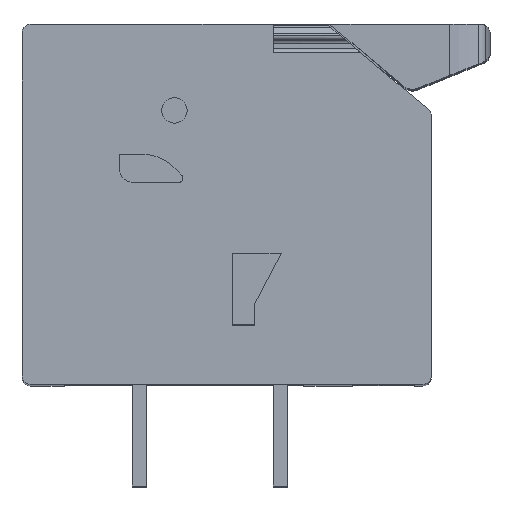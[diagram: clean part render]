
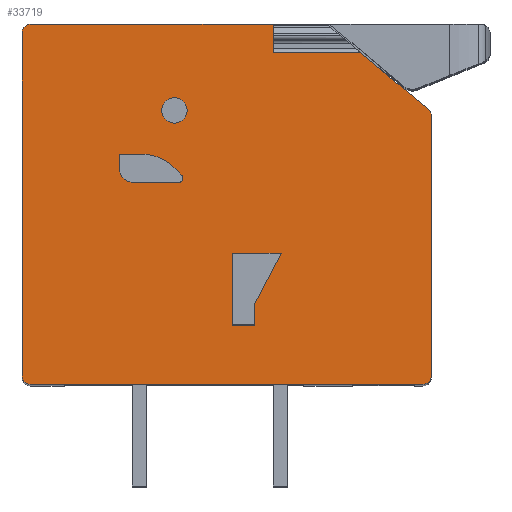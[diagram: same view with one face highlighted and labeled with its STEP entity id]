
A CAD part, top view. The second image highlights one B-rep face of the part: STEP entity #33719.
In plain terms, the highlighted planar face has unit normal (0, 0, 1).
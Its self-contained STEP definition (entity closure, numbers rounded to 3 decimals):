
#774=CIRCLE('',#35071,1.6);
#775=CIRCLE('',#35072,0.15);
#776=CIRCLE('',#35073,0.5);
#777=CIRCLE('',#35074,0.45);
#778=CIRCLE('',#35075,0.3);
#779=CIRCLE('',#35076,0.3);
#780=CIRCLE('',#35077,0.3);
#781=CIRCLE('',#35078,0.3);
#1622=ORIENTED_EDGE('',*,*,#9094,.F.);
#1623=ORIENTED_EDGE('',*,*,#9095,.F.);
#1624=ORIENTED_EDGE('',*,*,#9096,.F.);
#1625=ORIENTED_EDGE('',*,*,#9097,.F.);
#1626=ORIENTED_EDGE('',*,*,#9098,.F.);
#1627=ORIENTED_EDGE('',*,*,#9099,.F.);
#1628=ORIENTED_EDGE('',*,*,#9100,.F.);
#1629=ORIENTED_EDGE('',*,*,#9101,.F.);
#1630=ORIENTED_EDGE('',*,*,#9102,.F.);
#1631=ORIENTED_EDGE('',*,*,#9103,.T.);
#1632=ORIENTED_EDGE('',*,*,#9104,.T.);
#1633=ORIENTED_EDGE('',*,*,#9105,.T.);
#1634=ORIENTED_EDGE('',*,*,#9106,.F.);
#1635=ORIENTED_EDGE('',*,*,#9107,.T.);
#1636=ORIENTED_EDGE('',*,*,#9108,.T.);
#1637=ORIENTED_EDGE('',*,*,#9109,.T.);
#1638=ORIENTED_EDGE('',*,*,#9110,.T.);
#1639=ORIENTED_EDGE('',*,*,#9111,.T.);
#1640=ORIENTED_EDGE('',*,*,#9112,.T.);
#1641=ORIENTED_EDGE('',*,*,#9113,.T.);
#1642=ORIENTED_EDGE('',*,*,#9114,.T.);
#1643=ORIENTED_EDGE('',*,*,#9115,.T.);
#1644=ORIENTED_EDGE('',*,*,#9116,.T.);
#1645=ORIENTED_EDGE('',*,*,#9117,.F.);
#1646=ORIENTED_EDGE('',*,*,#9118,.F.);
#1647=ORIENTED_EDGE('',*,*,#9119,.F.);
#1648=ORIENTED_EDGE('',*,*,#9120,.F.);
#1649=ORIENTED_EDGE('',*,*,#9121,.F.);
#9094=EDGE_CURVE('',#12830,#12831,#15301,.T.);
#9095=EDGE_CURVE('',#12832,#12830,#15302,.T.);
#9096=EDGE_CURVE('',#12833,#12832,#774,.T.);
#9097=EDGE_CURVE('',#12834,#12833,#15303,.T.);
#9098=EDGE_CURVE('',#12835,#12834,#775,.T.);
#9099=EDGE_CURVE('',#12836,#12835,#15304,.T.);
#9100=EDGE_CURVE('',#12831,#12836,#776,.T.);
#9101=EDGE_CURVE('',#12837,#12837,#777,.T.);
#9102=EDGE_CURVE('',#12838,#12839,#15305,.T.);
#9103=EDGE_CURVE('',#12838,#12840,#15306,.T.);
#9104=EDGE_CURVE('',#12840,#12841,#15307,.T.);
#9105=EDGE_CURVE('',#12841,#12842,#15308,.T.);
#9106=EDGE_CURVE('',#12843,#12842,#15309,.T.);
#9107=EDGE_CURVE('',#12843,#12844,#15310,.T.);
#9108=EDGE_CURVE('',#12844,#12845,#15311,.T.);
#9109=EDGE_CURVE('',#12845,#12846,#778,.T.);
#9110=EDGE_CURVE('',#12846,#12847,#15312,.T.);
#9111=EDGE_CURVE('',#12847,#12848,#779,.T.);
#9112=EDGE_CURVE('',#12848,#12849,#15313,.T.);
#9113=EDGE_CURVE('',#12849,#12850,#780,.T.);
#9114=EDGE_CURVE('',#12850,#12851,#15314,.T.);
#9115=EDGE_CURVE('',#12851,#12852,#781,.T.);
#9116=EDGE_CURVE('',#12852,#12839,#15315,.T.);
#9117=EDGE_CURVE('',#12853,#12854,#15316,.T.);
#9118=EDGE_CURVE('',#12855,#12853,#15317,.T.);
#9119=EDGE_CURVE('',#12856,#12855,#15318,.T.);
#9120=EDGE_CURVE('',#12857,#12856,#15319,.T.);
#9121=EDGE_CURVE('',#12854,#12857,#15320,.T.);
#12830=VERTEX_POINT('',#44752);
#12831=VERTEX_POINT('',#44753);
#12832=VERTEX_POINT('',#44755);
#12833=VERTEX_POINT('',#44757);
#12834=VERTEX_POINT('',#44759);
#12835=VERTEX_POINT('',#44761);
#12836=VERTEX_POINT('',#44763);
#12837=VERTEX_POINT('',#44766);
#12838=VERTEX_POINT('',#44768);
#12839=VERTEX_POINT('',#44769);
#12840=VERTEX_POINT('',#44771);
#12841=VERTEX_POINT('',#44773);
#12842=VERTEX_POINT('',#44775);
#12843=VERTEX_POINT('',#44777);
#12844=VERTEX_POINT('',#44779);
#12845=VERTEX_POINT('',#44781);
#12846=VERTEX_POINT('',#44783);
#12847=VERTEX_POINT('',#44785);
#12848=VERTEX_POINT('',#44787);
#12849=VERTEX_POINT('',#44789);
#12850=VERTEX_POINT('',#44791);
#12851=VERTEX_POINT('',#44793);
#12852=VERTEX_POINT('',#44795);
#12853=VERTEX_POINT('',#44798);
#12854=VERTEX_POINT('',#44799);
#12855=VERTEX_POINT('',#44801);
#12856=VERTEX_POINT('',#44803);
#12857=VERTEX_POINT('',#44805);
#15301=LINE('',#44751,#17964);
#15302=LINE('',#44754,#17965);
#15303=LINE('',#44758,#17966);
#15304=LINE('',#44762,#17967);
#15305=LINE('',#44767,#17968);
#15306=LINE('',#44770,#17969);
#15307=LINE('',#44772,#17970);
#15308=LINE('',#44774,#17971);
#15309=LINE('',#44776,#17972);
#15310=LINE('',#44778,#17973);
#15311=LINE('',#44780,#17974);
#15312=LINE('',#44784,#17975);
#15313=LINE('',#44788,#17976);
#15314=LINE('',#44792,#17977);
#15315=LINE('',#44796,#17978);
#15316=LINE('',#44797,#17979);
#15317=LINE('',#44800,#17980);
#15318=LINE('',#44802,#17981);
#15319=LINE('',#44804,#17982);
#15320=LINE('',#44806,#17983);
#17964=VECTOR('',#37412,1000.);
#17965=VECTOR('',#37413,1000.);
#17966=VECTOR('',#37416,1000.);
#17967=VECTOR('',#37419,1000.);
#17968=VECTOR('',#37424,1000.);
#17969=VECTOR('',#37425,1000.);
#17970=VECTOR('',#37426,1000.);
#17971=VECTOR('',#37427,1000.);
#17972=VECTOR('',#37428,1000.);
#17973=VECTOR('',#37429,1000.);
#17974=VECTOR('',#37430,1000.);
#17975=VECTOR('',#37433,1000.);
#17976=VECTOR('',#37436,1000.);
#17977=VECTOR('',#37439,1000.);
#17978=VECTOR('',#37442,1000.);
#17979=VECTOR('',#37443,1000.);
#17980=VECTOR('',#37444,1000.);
#17981=VECTOR('',#37445,1000.);
#17982=VECTOR('',#37446,1000.);
#17983=VECTOR('',#37447,1000.);
#20627=EDGE_LOOP('',(#1622,#1623,#1624,#1625,#1626,#1627,#1628));
#20628=EDGE_LOOP('',(#1629));
#20629=EDGE_LOOP('',(#1630,#1631,#1632,#1633,#1634,#1635,#1636,#1637,#1638,
#1639,#1640,#1641,#1642,#1643,#1644));
#20630=EDGE_LOOP('',(#1645,#1646,#1647,#1648,#1649));
#22052=FACE_BOUND('',#20627,.T.);
#22053=FACE_BOUND('',#20628,.T.);
#22054=FACE_BOUND('',#20629,.T.);
#22055=FACE_BOUND('',#20630,.T.);
#23477=PLANE('',#35070);
#33719=ADVANCED_FACE('',(#22052,#22053,#22054,#22055),#23477,.T.);
#35070=AXIS2_PLACEMENT_3D('',#44750,#37410,#37411);
#35071=AXIS2_PLACEMENT_3D('',#44756,#37414,#37415);
#35072=AXIS2_PLACEMENT_3D('',#44760,#37417,#37418);
#35073=AXIS2_PLACEMENT_3D('',#44764,#37420,#37421);
#35074=AXIS2_PLACEMENT_3D('',#44765,#37422,#37423);
#35075=AXIS2_PLACEMENT_3D('',#44782,#37431,#37432);
#35076=AXIS2_PLACEMENT_3D('',#44786,#37434,#37435);
#35077=AXIS2_PLACEMENT_3D('',#44790,#37437,#37438);
#35078=AXIS2_PLACEMENT_3D('',#44794,#37440,#37441);
#37410=DIRECTION('',(0.,0.,1.));
#37411=DIRECTION('',(1.,0.,0.));
#37412=DIRECTION('',(0.,-1.,0.));
#37413=DIRECTION('',(-1.,0.,0.));
#37414=DIRECTION('',(0.,0.,1.));
#37415=DIRECTION('',(1.,0.,0.));
#37416=DIRECTION('',(-0.707,0.707,0.));
#37417=DIRECTION('',(0.,0.,1.));
#37418=DIRECTION('',(1.,0.,0.));
#37419=DIRECTION('',(1.,0.,0.));
#37420=DIRECTION('',(0.,0.,1.));
#37421=DIRECTION('',(1.,0.,0.));
#37422=DIRECTION('',(0.,0.,1.));
#37423=DIRECTION('',(1.,0.,0.));
#37424=DIRECTION('',(1.,0.,0.));
#37425=DIRECTION('',(0.,1.,0.));
#37426=DIRECTION('',(1.,0.,0.));
#37427=DIRECTION('',(-0.766,0.643,0.));
#37428=DIRECTION('',(1.,0.,0.));
#37429=DIRECTION('',(0.,1.,0.));
#37430=DIRECTION('',(-1.,0.,0.));
#37431=DIRECTION('',(0.,0.,1.));
#37432=DIRECTION('',(1.,0.,0.));
#37433=DIRECTION('',(0.,-1.,0.));
#37434=DIRECTION('',(0.,0.,1.));
#37435=DIRECTION('',(1.,0.,0.));
#37436=DIRECTION('',(1.,0.,0.));
#37437=DIRECTION('',(0.,0.,1.));
#37438=DIRECTION('',(1.,0.,0.));
#37439=DIRECTION('',(0.,1.,0.));
#37440=DIRECTION('',(0.,0.,1.));
#37441=DIRECTION('',(1.,0.,0.));
#37442=DIRECTION('',(-0.766,0.643,0.));
#37443=DIRECTION('',(0.,-1.,0.));
#37444=DIRECTION('',(-1.,0.,0.));
#37445=DIRECTION('',(0.461,0.888,0.));
#37446=DIRECTION('',(0.,1.,0.));
#37447=DIRECTION('',(1.,0.,0.));
#44750=CARTESIAN_POINT('',(-8.85,0.3,35.));
#44751=CARTESIAN_POINT('',(-5.7,8.15,35.));
#44752=CARTESIAN_POINT('',(-5.7,8.15,35.));
#44753=CARTESIAN_POINT('',(-5.7,7.65,35.));
#44754=CARTESIAN_POINT('',(-4.9,8.15,35.));
#44755=CARTESIAN_POINT('',(-4.9,8.15,35.));
#44756=CARTESIAN_POINT('',(-4.9,6.55,35.));
#44757=CARTESIAN_POINT('',(-3.768,7.681,35.));
#44758=CARTESIAN_POINT('',(-3.493,7.406,35.));
#44759=CARTESIAN_POINT('',(-3.493,7.406,35.));
#44760=CARTESIAN_POINT('',(-3.599,7.3,35.));
#44761=CARTESIAN_POINT('',(-3.599,7.15,35.));
#44762=CARTESIAN_POINT('',(-5.2,7.15,35.));
#44763=CARTESIAN_POINT('',(-5.2,7.15,35.));
#44764=CARTESIAN_POINT('',(-5.2,7.65,35.));
#44765=CARTESIAN_POINT('',(-3.75,9.7,35.));
#44766=CARTESIAN_POINT('',(-3.3,9.7,35.));
#44767=CARTESIAN_POINT('',(-8.85,11.75,35.));
#44768=CARTESIAN_POINT('',(-0.25,11.75,35.));
#44769=CARTESIAN_POINT('',(2.847,11.75,35.));
#44770=CARTESIAN_POINT('',(-0.25,0.3,35.));
#44771=CARTESIAN_POINT('',(-0.25,12.343,35.));
#44772=CARTESIAN_POINT('',(-0.25,12.343,35.));
#44773=CARTESIAN_POINT('',(2.141,12.343,35.));
#44774=CARTESIAN_POINT('',(5.243,9.74,35.));
#44775=CARTESIAN_POINT('',(2.137,12.346,35.));
#44776=CARTESIAN_POINT('',(-0.25,12.346,35.));
#44777=CARTESIAN_POINT('',(-0.25,12.346,35.));
#44778=CARTESIAN_POINT('',(-0.25,0.3,35.));
#44779=CARTESIAN_POINT('',(-0.25,12.75,35.));
#44780=CARTESIAN_POINT('',(1.656,12.75,35.));
#44781=CARTESIAN_POINT('',(-8.85,12.75,35.));
#44782=CARTESIAN_POINT('',(-8.85,12.45,35.));
#44783=CARTESIAN_POINT('',(-9.15,12.45,35.));
#44784=CARTESIAN_POINT('',(-9.15,12.45,35.));
#44785=CARTESIAN_POINT('',(-9.15,0.3,35.));
#44786=CARTESIAN_POINT('',(-8.85,0.3,35.));
#44787=CARTESIAN_POINT('',(-8.85,0.,35.));
#44788=CARTESIAN_POINT('',(-8.85,0.,35.));
#44789=CARTESIAN_POINT('',(5.05,0.,35.));
#44790=CARTESIAN_POINT('',(5.05,0.3,35.));
#44791=CARTESIAN_POINT('',(5.35,0.3,35.));
#44792=CARTESIAN_POINT('',(5.35,0.3,35.));
#44793=CARTESIAN_POINT('',(5.35,9.51,35.));
#44794=CARTESIAN_POINT('',(5.05,9.51,35.));
#44795=CARTESIAN_POINT('',(5.243,9.74,35.));
#44796=CARTESIAN_POINT('',(5.243,9.74,35.));
#44797=CARTESIAN_POINT('',(-1.7,4.65,35.));
#44798=CARTESIAN_POINT('',(-1.7,4.65,35.));
#44799=CARTESIAN_POINT('',(-1.7,2.1,35.));
#44800=CARTESIAN_POINT('',(0.034,4.65,35.));
#44801=CARTESIAN_POINT('',(0.034,4.65,35.));
#44802=CARTESIAN_POINT('',(-0.9,2.85,35.));
#44803=CARTESIAN_POINT('',(-0.9,2.85,35.));
#44804=CARTESIAN_POINT('',(-0.9,2.1,35.));
#44805=CARTESIAN_POINT('',(-0.9,2.1,35.));
#44806=CARTESIAN_POINT('',(-1.7,2.1,35.));
